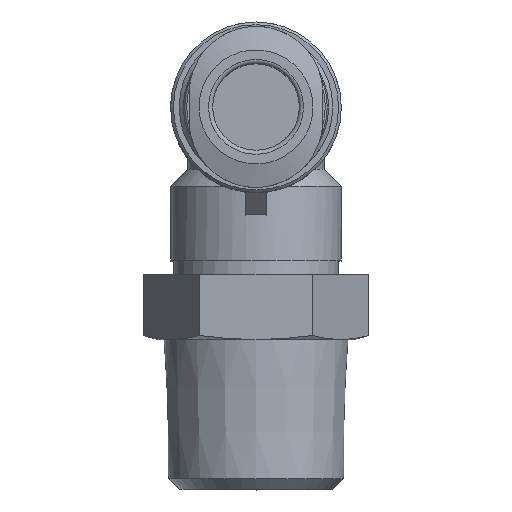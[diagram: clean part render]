
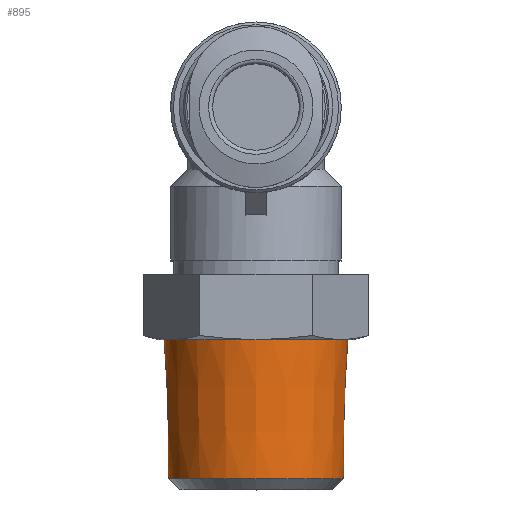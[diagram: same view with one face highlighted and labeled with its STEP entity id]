
A CAD part, top view. The second image highlights one B-rep face of the part: STEP entity #895.
In plain terms, the highlighted conical face has half-angle 1.788 degrees and reference radius 6.73 mm.
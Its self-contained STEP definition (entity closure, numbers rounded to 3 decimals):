
#172=CIRCLE('',#1016,6.412);
#173=CIRCLE('',#1018,6.73);
#351=ORIENTED_EDGE('',*,*,#513,.F.);
#352=ORIENTED_EDGE('',*,*,#514,.T.);
#513=EDGE_CURVE('',#610,#610,#172,.T.);
#514=EDGE_CURVE('',#611,#611,#173,.T.);
#610=VERTEX_POINT('',#1609);
#611=VERTEX_POINT('',#1612);
#714=EDGE_LOOP('',(#351));
#715=EDGE_LOOP('',(#352));
#806=FACE_BOUND('',#714,.T.);
#807=FACE_BOUND('',#715,.T.);
#844=CONICAL_SURFACE('',#1017,6.73,0.031);
#895=ADVANCED_FACE('',(#806,#807),#844,.T.);
#1016=AXIS2_PLACEMENT_3D('',#1608,#1252,#1253);
#1017=AXIS2_PLACEMENT_3D('',#1610,#1254,#1255);
#1018=AXIS2_PLACEMENT_3D('',#1611,#1256,#1257);
#1252=DIRECTION('',(0.,-1.,0.));
#1253=DIRECTION('',(0.,0.,-1.));
#1254=DIRECTION('',(0.,1.,0.));
#1255=DIRECTION('',(0.,0.,1.));
#1256=DIRECTION('',(0.,-1.,0.));
#1257=DIRECTION('',(0.,0.,-1.));
#1608=CARTESIAN_POINT('',(0.,-27.179,0.));
#1609=CARTESIAN_POINT('',(0.,-27.179,-6.412));
#1610=CARTESIAN_POINT('',(0.,-17.,0.));
#1611=CARTESIAN_POINT('',(0.,-17.,0.));
#1612=CARTESIAN_POINT('',(0.,-17.,-6.73));
